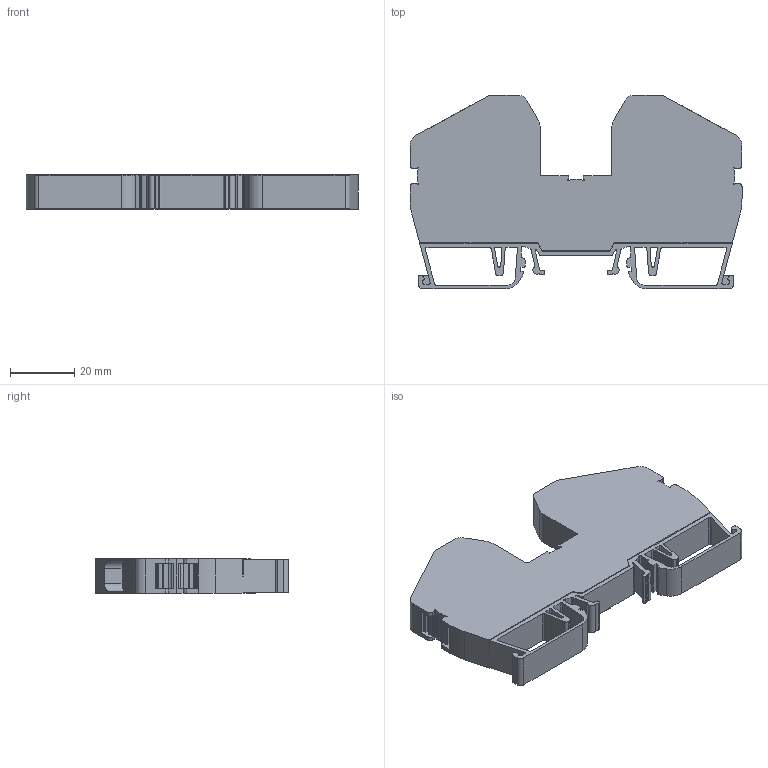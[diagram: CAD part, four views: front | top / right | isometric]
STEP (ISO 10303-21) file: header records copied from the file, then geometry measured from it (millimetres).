
FILE_DESCRIPTION (( 'STEP AP203' ), '1' );
FILE_NAME ('OPK 16.STEP', '2018-11-23T08:33:12', ( '' ), ( '' ), 'SwSTEP 2.0', 'SolidWorks 2011', '' );
FILE_SCHEMA (( 'CONFIG_CONTROL_DESIGN' ));
Length unit declared in the file: millimetre
Products named in the file (1): OPK 16
Bounding box: 103 x 60 x 10.7 mm (x, y, z)
Volume: 41976.3 mm3; surface area: 17329.6 mm2
Topology: 1 solids, 1 shells, 482 faces, 1416 edges, 942 vertices
Faces by surface type: plane 244, cylinder 236, sphere 2
Entity records: 16221 total; most frequent: CARTESIAN_POINT 2991, ORIENTED_EDGE 2832, DIRECTION 2778, EDGE_CURVE 1416, VERTEX_POINT 942, AXIS2_PLACEMENT_3D 929, LINE 920, VECTOR 920
